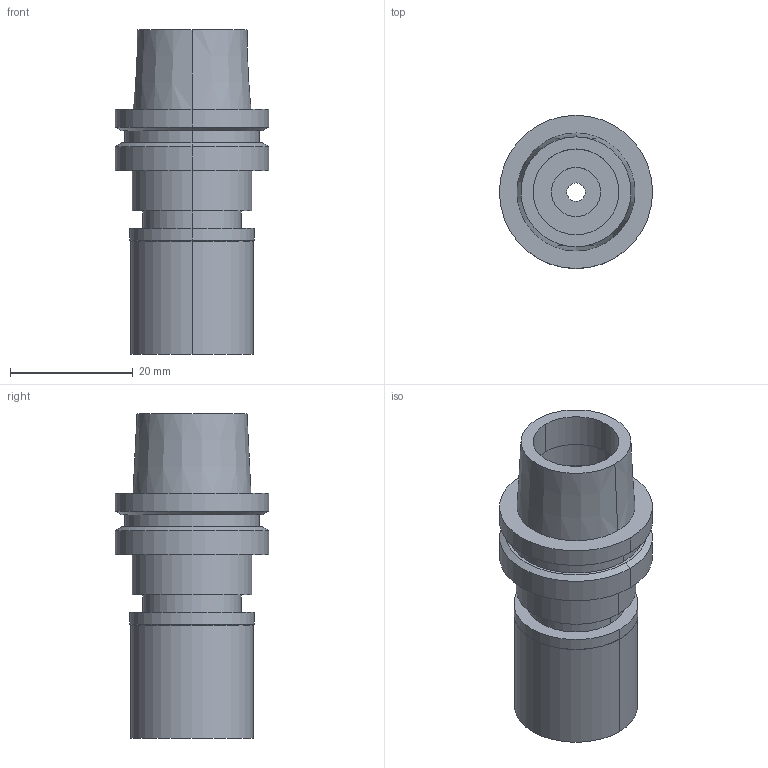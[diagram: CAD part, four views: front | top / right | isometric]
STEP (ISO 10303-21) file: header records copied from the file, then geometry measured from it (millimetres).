
FILE_DESCRIPTION((''),'2;1');
FILE_NAME('HE25MN06040-060_ASM','2018-02-16T',('ykawabe'),(''),'CREO PARAMETRIC BY PTC INC, 2016380','CREO PARAMETRIC BY PTC INC, 2016380','');
FILE_SCHEMA(('AUTOMOTIVE_DESIGN { 1 0 10303 214 1 1 1 1 }'));
Length unit declared in the file: millimetre
Products named in the file (5): HSK-E25-MEGA6N-40_1; NBC6-6_1; MGN6_1; DXF_TEMP_ASSY_ASM_4_ASM; HE25MN06040-060_ASM
Assembly tree (4 placements, depth 3):
  HE25MN06040-060_ASM
    DXF_TEMP_ASSY_ASM_4_ASM
      HSK-E25-MEGA6N-40_1
      NBC6-6_1
      MGN6_1
Bounding box: 25 x 25 x 53 mm (x, y, z)
Volume: 12515.6 mm3; surface area: 8613.3 mm2
Topology: 3 solids, 3 shells, 92 faces, 184 edges, 116 vertices
Faces by surface type: cylinder 48, plane 24, cone 18, torus 2
Entity records: 3715 total; most frequent: DIRECTION 532, CARTESIAN_POINT 427, ORIENTED_EDGE 368, AXIS2_PLACEMENT_3D 233, PRESENTATION_STYLE_ASSIGNMENT 192, STYLED_ITEM 192, CURVE_STYLE 189, EDGE_CURVE 184
